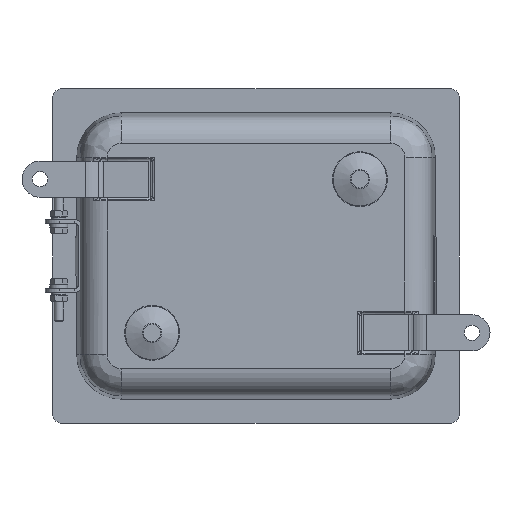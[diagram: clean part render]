
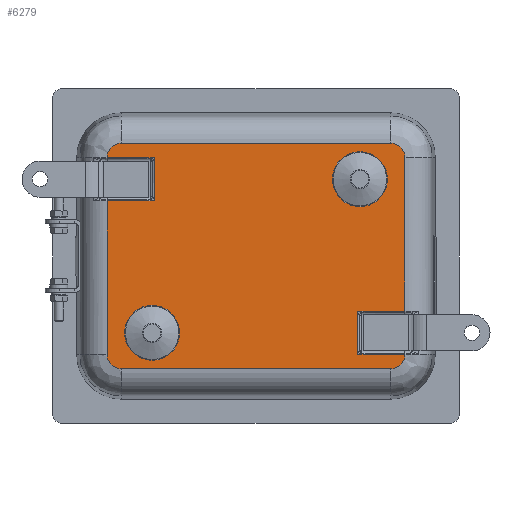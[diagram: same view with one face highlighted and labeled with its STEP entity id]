
A CAD part, front view. The second image highlights one B-rep face of the part: STEP entity #6279.
In plain terms, the highlighted planar face has unit normal (0, -1, 0).
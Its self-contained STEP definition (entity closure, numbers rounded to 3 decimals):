
#642=LINE('',#10080,#1001);
#643=LINE('',#10082,#1002);
#644=LINE('',#10084,#1003);
#645=LINE('',#10086,#1004);
#646=LINE('',#10090,#1005);
#647=LINE('',#10094,#1006);
#648=LINE('',#10096,#1007);
#649=LINE('',#10098,#1008);
#650=LINE('',#10100,#1009);
#651=LINE('',#10104,#1010);
#1001=VECTOR('',#8003,10.);
#1002=VECTOR('',#8004,10.);
#1003=VECTOR('',#8005,10.);
#1004=VECTOR('',#8006,10.);
#1005=VECTOR('',#8009,10.);
#1006=VECTOR('',#8012,10.);
#1007=VECTOR('',#8013,10.);
#1008=VECTOR('',#8014,10.);
#1009=VECTOR('',#8015,10.);
#1010=VECTOR('',#8018,10.);
#1189=FACE_BOUND('',#1754,.T.);
#1190=FACE_BOUND('',#1755,.T.);
#1359=FACE_OUTER_BOUND('',#1753,.T.);
#1753=EDGE_LOOP('',(#4531,#4532,#4533,#4534,#4535,#4536,#4537,#4538,#4539,
#4540,#4541,#4542,#4543,#4544));
#1754=EDGE_LOOP('',(#4545));
#1755=EDGE_LOOP('',(#4546));
#2094=CIRCLE('',#6798,15.194);
#2096=CIRCLE('',#6802,7.896);
#2097=CIRCLE('',#6803,7.896);
#2098=CIRCLE('',#6804,7.896);
#2099=CIRCLE('',#6805,7.896);
#2100=CIRCLE('',#6806,15.194);
#2583=VERTEX_POINT('',#10070);
#2585=VERTEX_POINT('',#10078);
#2586=VERTEX_POINT('',#10079);
#2587=VERTEX_POINT('',#10081);
#2588=VERTEX_POINT('',#10083);
#2589=VERTEX_POINT('',#10085);
#2590=VERTEX_POINT('',#10087);
#2591=VERTEX_POINT('',#10089);
#2592=VERTEX_POINT('',#10091);
#2593=VERTEX_POINT('',#10093);
#2594=VERTEX_POINT('',#10095);
#2595=VERTEX_POINT('',#10097);
#2596=VERTEX_POINT('',#10099);
#2597=VERTEX_POINT('',#10101);
#2598=VERTEX_POINT('',#10103);
#2599=VERTEX_POINT('',#10106);
#3283=EDGE_CURVE('',#2583,#2583,#2094,.T.);
#3286=EDGE_CURVE('',#2585,#2586,#642,.T.);
#3287=EDGE_CURVE('',#2587,#2586,#643,.T.);
#3288=EDGE_CURVE('',#2588,#2587,#644,.T.);
#3289=EDGE_CURVE('',#2589,#2588,#645,.T.);
#3290=EDGE_CURVE('',#2590,#2589,#2096,.T.);
#3291=EDGE_CURVE('',#2591,#2590,#646,.T.);
#3292=EDGE_CURVE('',#2592,#2591,#2097,.T.);
#3293=EDGE_CURVE('',#2593,#2592,#647,.T.);
#3294=EDGE_CURVE('',#2594,#2593,#648,.T.);
#3295=EDGE_CURVE('',#2594,#2595,#649,.T.);
#3296=EDGE_CURVE('',#2596,#2595,#650,.T.);
#3297=EDGE_CURVE('',#2597,#2596,#2098,.T.);
#3298=EDGE_CURVE('',#2598,#2597,#651,.T.);
#3299=EDGE_CURVE('',#2585,#2598,#2099,.T.);
#3300=EDGE_CURVE('',#2599,#2599,#2100,.T.);
#4531=ORIENTED_EDGE('',*,*,#3286,.T.);
#4532=ORIENTED_EDGE('',*,*,#3287,.F.);
#4533=ORIENTED_EDGE('',*,*,#3288,.F.);
#4534=ORIENTED_EDGE('',*,*,#3289,.F.);
#4535=ORIENTED_EDGE('',*,*,#3290,.F.);
#4536=ORIENTED_EDGE('',*,*,#3291,.F.);
#4537=ORIENTED_EDGE('',*,*,#3292,.F.);
#4538=ORIENTED_EDGE('',*,*,#3293,.F.);
#4539=ORIENTED_EDGE('',*,*,#3294,.F.);
#4540=ORIENTED_EDGE('',*,*,#3295,.T.);
#4541=ORIENTED_EDGE('',*,*,#3296,.F.);
#4542=ORIENTED_EDGE('',*,*,#3297,.F.);
#4543=ORIENTED_EDGE('',*,*,#3298,.F.);
#4544=ORIENTED_EDGE('',*,*,#3299,.F.);
#4545=ORIENTED_EDGE('',*,*,#3300,.F.);
#4546=ORIENTED_EDGE('',*,*,#3283,.F.);
#5696=PLANE('',#6801);
#6279=ADVANCED_FACE('',(#1359,#1189,#1190),#5696,.T.);
#6798=AXIS2_PLACEMENT_3D('',#10072,#7994,#7995);
#6801=AXIS2_PLACEMENT_3D('',#10077,#8001,#8002);
#6802=AXIS2_PLACEMENT_3D('',#10088,#8007,#8008);
#6803=AXIS2_PLACEMENT_3D('',#10092,#8010,#8011);
#6804=AXIS2_PLACEMENT_3D('',#10102,#8016,#8017);
#6805=AXIS2_PLACEMENT_3D('',#10105,#8019,#8020);
#6806=AXIS2_PLACEMENT_3D('',#10107,#8021,#8022);
#7994=DIRECTION('center_axis',(0.,-1.,0.));
#7995=DIRECTION('ref_axis',(1.,0.,0.));
#8001=DIRECTION('center_axis',(0.,-1.,0.));
#8002=DIRECTION('ref_axis',(-1.,0.,0.));
#8003=DIRECTION('',(-1.,0.,0.));
#8004=DIRECTION('',(0.,0.,-1.));
#8005=DIRECTION('',(-1.,0.,0.));
#8006=DIRECTION('',(0.,0.,-1.));
#8007=DIRECTION('center_axis',(0.,1.,0.));
#8008=DIRECTION('ref_axis',(0.707,0.,0.707));
#8009=DIRECTION('',(1.,0.,0.));
#8010=DIRECTION('center_axis',(0.,1.,0.));
#8011=DIRECTION('ref_axis',(-0.707,0.,0.707));
#8012=DIRECTION('',(-1.,0.,0.));
#8013=DIRECTION('',(0.,0.,1.));
#8014=DIRECTION('',(-1.,0.,0.));
#8015=DIRECTION('',(0.,0.,1.));
#8016=DIRECTION('center_axis',(0.,1.,0.));
#8017=DIRECTION('ref_axis',(-0.707,0.,-0.707));
#8018=DIRECTION('',(-1.,0.,0.));
#8019=DIRECTION('center_axis',(0.,1.,0.));
#8020=DIRECTION('ref_axis',(0.707,0.,-0.707));
#8021=DIRECTION('center_axis',(0.,-1.,0.));
#8022=DIRECTION('ref_axis',(1.,0.,0.));
#10070=CARTESIAN_POINT('',(-72.69,4.,-42.5));
#10072=CARTESIAN_POINT('Origin',(-57.496,4.,-42.5));
#10077=CARTESIAN_POINT('Origin',(0.,4.,
0.));
#10078=CARTESIAN_POINT('',(82.396,4.,-54.5));
#10079=CARTESIAN_POINT('',(56.396,4.,-54.5));
#10080=CARTESIAN_POINT('',(28.698,4.,-54.5));
#10081=CARTESIAN_POINT('',(56.396,4.,-30.5));
#10082=CARTESIAN_POINT('',(56.396,4.,-15.75));
#10083=CARTESIAN_POINT('',(82.396,4.,-30.5));
#10084=CARTESIAN_POINT('',(53.698,4.,-30.5));
#10085=CARTESIAN_POINT('',(82.396,4.,54.5));
#10086=CARTESIAN_POINT('',(82.396,4.,27.25));
#10087=CARTESIAN_POINT('',(74.5,4.,62.396));
#10088=CARTESIAN_POINT('Origin',(74.5,4.,54.5));
#10089=CARTESIAN_POINT('',(-74.5,4.,62.396));
#10090=CARTESIAN_POINT('',(-37.25,4.,62.396));
#10091=CARTESIAN_POINT('',(-82.396,4.,54.5));
#10092=CARTESIAN_POINT('Origin',(-74.5,4.,54.5));
#10093=CARTESIAN_POINT('',(-56.396,4.,54.5));
#10094=CARTESIAN_POINT('',(-28.698,4.,54.5));
#10095=CARTESIAN_POINT('',(-56.396,4.,30.5));
#10096=CARTESIAN_POINT('',(-56.396,4.,15.75));
#10097=CARTESIAN_POINT('',(-82.396,4.,30.5));
#10098=CARTESIAN_POINT('',(-53.698,4.,30.5));
#10099=CARTESIAN_POINT('',(-82.396,4.,-54.5));
#10100=CARTESIAN_POINT('',(-82.396,4.,-27.25));
#10101=CARTESIAN_POINT('',(-74.5,4.,-62.396));
#10102=CARTESIAN_POINT('Origin',(-74.5,4.,-54.5));
#10103=CARTESIAN_POINT('',(74.5,4.,-62.396));
#10104=CARTESIAN_POINT('',(37.25,4.,-62.396));
#10105=CARTESIAN_POINT('Origin',(74.5,4.,-54.5));
#10106=CARTESIAN_POINT('',(42.301,4.,42.5));
#10107=CARTESIAN_POINT('Origin',(57.496,4.,42.5));
